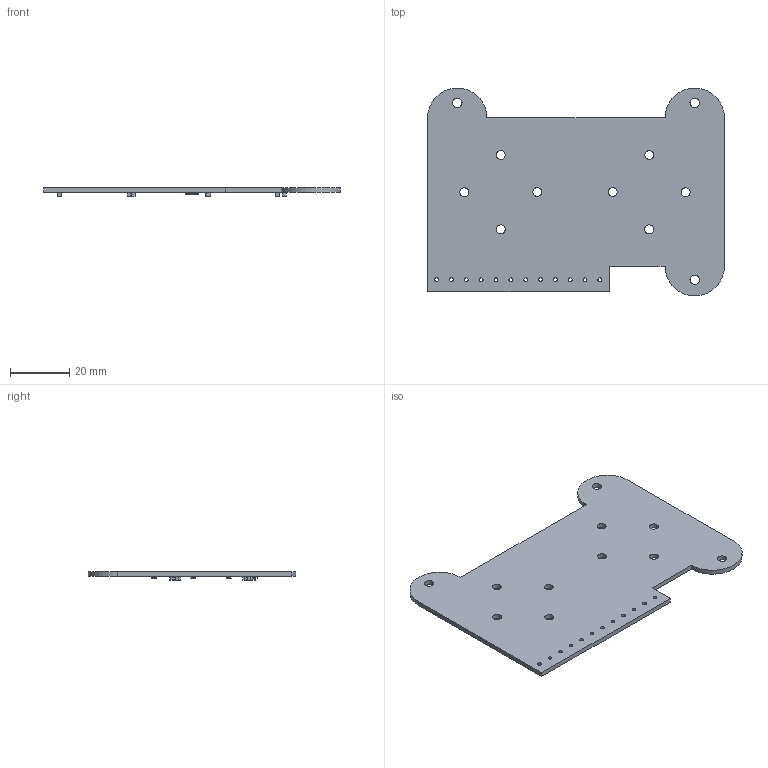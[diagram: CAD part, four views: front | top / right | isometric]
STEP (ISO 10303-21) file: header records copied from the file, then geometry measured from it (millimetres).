
FILE_DESCRIPTION(('KiCad electronic assembly'),'2;1');
FILE_NAME('Sparkfun_buttons.step','2020-07-11T11:55:27',('An Author'),( 'A Company'),'Open CASCADE STEP processor 6.9', 'KiCad to STEP converter','Unknown');
FILE_SCHEMA(('AUTOMOTIVE_DESIGN { 1 0 10303 214 1 1 1 1 }'));
Length unit declared in the file: millimetre
Products named in the file (6): Open CASCADE STEP translator 6.9 1; C_0805_2012Metric; SOLID; R_Array_Convex_4x0603; COMPOUND
Assembly tree (15 placements, depth 3):
  Open CASCADE STEP translator 6.9 1
    C_0805_2012Metric  x8
      SOLID
    R_Array_Convex_4x0603  x4
      SOLID
    COMPOUND
Bounding box: 100 x 70 x 2.9 mm (x, y, z)
Volume: 9482 mm3; surface area: 12787.8 mm2
Topology: 13 solids, 13 shells, 1082 faces, 3176 edges, 2136 vertices
Faces by surface type: plane 680, cylinder 402
Full cylindrical faces by diameter (mm): 1.3 x12, 3 x8, 3.2 x3
Entity records: 21679 total; most frequent: CARTESIAN_POINT 3908, DIRECTION 3072, LINE 1932, VECTOR 1932, ORIENTED_EDGE 1588, PCURVE 1588, DEFINITIONAL_REPRESENTATION 1588, EDGE_CURVE 794
